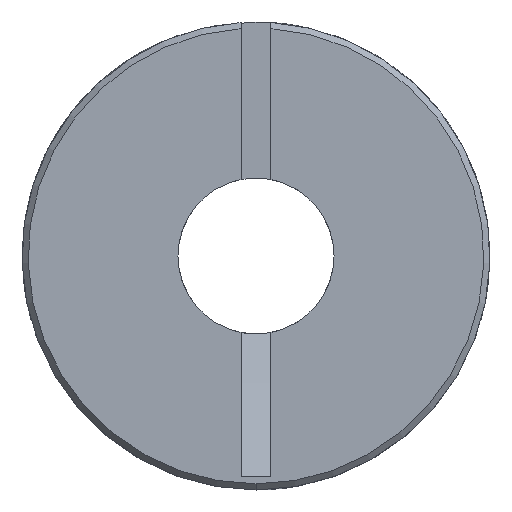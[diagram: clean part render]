
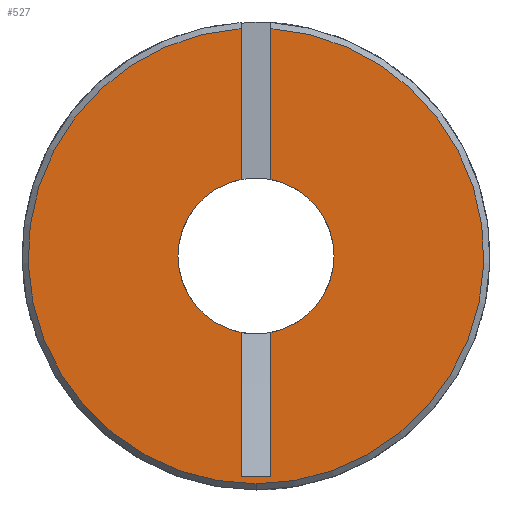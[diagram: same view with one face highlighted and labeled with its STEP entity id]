
A CAD part, left-side view. The second image highlights one B-rep face of the part: STEP entity #527.
In plain terms, the highlighted planar face has unit normal (-1, 0, 0).
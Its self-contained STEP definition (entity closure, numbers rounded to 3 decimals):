
#13 = CIRCLE ( 'NONE', #1252, 9.275 ) ;
#22 = CIRCLE ( 'NONE', #1282, 3.176 ) ;
#63 = ORIENTED_EDGE ( 'NONE', *, *, #1231, .T. ) ;
#73 = LINE ( 'NONE', #1841, #1652 ) ;
#78 = CARTESIAN_POINT ( 'NONE',  ( 0., -0.61, -8.98 ) ) ;
#97 = VERTEX_POINT ( 'NONE', #1160 ) ;
#121 = VERTEX_POINT ( 'NONE', #78 ) ;
#171 = VECTOR ( 'NONE', #1862, 1000. ) ;
#215 = VERTEX_POINT ( 'NONE', #808 ) ;
#217 = VECTOR ( 'NONE', #1992, 1000. ) ;
#239 = LINE ( 'NONE', #1545, #217 ) ;
#290 = CIRCLE ( 'NONE', #1605, 3.176 ) ;
#360 = EDGE_CURVE ( 'NONE', #1541, #1852, #1215, .T. ) ;
#378 = CARTESIAN_POINT ( 'NONE',  ( 0., 0.61, 3.117 ) ) ;
#419 = CIRCLE ( 'NONE', #1779, 9.275 ) ;
#527 = ADVANCED_FACE ( 'NONE', ( #1142 ), #674, .T. ) ;
#604 = AXIS2_PLACEMENT_3D ( 'NONE', #1670, #868, #1820 ) ;
#674 = PLANE ( 'NONE',  #604 ) ;
#808 = CARTESIAN_POINT ( 'NONE',  ( 0., 0.61, -8.98 ) ) ;
#866 = EDGE_CURVE ( 'NONE', #1896, #2049, #419, .T. ) ;
#868 = DIRECTION ( 'NONE',  ( -1., 0., 0. ) ) ;
#879 = CARTESIAN_POINT ( 'NONE',  ( 0., 0., 0. ) ) ;
#894 = DIRECTION ( 'NONE',  ( -1., 0., 0. ) ) ;
#897 = DIRECTION ( 'NONE',  ( 0., 0., 1. ) ) ;
#902 = VERTEX_POINT ( 'NONE', #967 ) ;
#967 = CARTESIAN_POINT ( 'NONE',  ( 0., -0.61, 3.117 ) ) ;
#984 = EDGE_CURVE ( 'NONE', #902, #1562, #290, .T. ) ;
#1080 = EDGE_CURVE ( 'NONE', #2049, #902, #239, .T. ) ;
#1142 = FACE_OUTER_BOUND ( 'NONE', #1790, .T. ) ;
#1160 = CARTESIAN_POINT ( 'NONE',  ( 0., 0.61, -3.117 ) ) ;
#1165 = CARTESIAN_POINT ( 'NONE',  ( 0., 0., 0. ) ) ;
#1169 = DIRECTION ( 'NONE',  ( 1., 0., 0. ) ) ;
#1172 = DIRECTION ( 'NONE',  ( 0., 0., 1. ) ) ;
#1215 = LINE ( 'NONE', #1597, #1216 ) ;
#1216 = VECTOR ( 'NONE', #1878, 1000. ) ;
#1218 = EDGE_CURVE ( 'NONE', #97, #1541, #22, .T. ) ;
#1224 = EDGE_CURVE ( 'NONE', #1852, #1896, #13, .T. ) ;
#1226 = EDGE_CURVE ( 'NONE', #1562, #121, #1499, .T. ) ;
#1231 = EDGE_CURVE ( 'NONE', #121, #215, #73, .T. ) ;
#1241 = EDGE_CURVE ( 'NONE', #215, #97, #1387, .T. ) ;
#1252 = AXIS2_PLACEMENT_3D ( 'NONE', #1842, #1843, #1845 ) ;
#1282 = AXIS2_PLACEMENT_3D ( 'NONE', #1838, #1840, #1907 ) ;
#1387 = LINE ( 'NONE', #1863, #171 ) ;
#1454 = CARTESIAN_POINT ( 'NONE',  ( 0., -0.61, 9.255 ) ) ;
#1475 = CARTESIAN_POINT ( 'NONE',  ( 0., -0.61, -3.117 ) ) ;
#1499 = LINE ( 'NONE', #1824, #1923 ) ;
#1541 = VERTEX_POINT ( 'NONE', #378 ) ;
#1545 = CARTESIAN_POINT ( 'NONE',  ( 0., -0.61, 3.117 ) ) ;
#1548 = ORIENTED_EDGE ( 'NONE', *, *, #1218, .T. ) ;
#1562 = VERTEX_POINT ( 'NONE', #1475 ) ;
#1592 = ORIENTED_EDGE ( 'NONE', *, *, #984, .T. ) ;
#1597 = CARTESIAN_POINT ( 'NONE',  ( 0., 0.61, 9.505 ) ) ;
#1602 = ORIENTED_EDGE ( 'NONE', *, *, #1080, .T. ) ;
#1605 = AXIS2_PLACEMENT_3D ( 'NONE', #1165, #1169, #1172 ) ;
#1629 = ORIENTED_EDGE ( 'NONE', *, *, #866, .T. ) ;
#1635 = ORIENTED_EDGE ( 'NONE', *, *, #1224, .T. ) ;
#1645 = ORIENTED_EDGE ( 'NONE', *, *, #360, .T. ) ;
#1652 = VECTOR ( 'NONE', #1851, 1000. ) ;
#1665 = CARTESIAN_POINT ( 'NONE',  ( 0., 0.61, 9.255 ) ) ;
#1670 = CARTESIAN_POINT ( 'NONE',  ( 0., 0., 0. ) ) ;
#1709 = CARTESIAN_POINT ( 'NONE',  ( 0., 0., -9.275 ) ) ;
#1779 = AXIS2_PLACEMENT_3D ( 'NONE', #879, #894, #897 ) ;
#1790 = EDGE_LOOP ( 'NONE', ( #1645, #1635, #1629, #1602, #1592, #2056, #63, #2007, #1548 ) ) ;
#1820 = DIRECTION ( 'NONE',  ( 0., 0., 1. ) ) ;
#1824 = CARTESIAN_POINT ( 'NONE',  ( 0., -0.61, 0. ) ) ;
#1837 = DIRECTION ( 'NONE',  ( 0., 0., -1. ) ) ;
#1838 = CARTESIAN_POINT ( 'NONE',  ( 0., 0., 0. ) ) ;
#1840 = DIRECTION ( 'NONE',  ( 1., 0., 0. ) ) ;
#1841 = CARTESIAN_POINT ( 'NONE',  ( 0., 0., -8.98 ) ) ;
#1842 = CARTESIAN_POINT ( 'NONE',  ( 0., 0., 0. ) ) ;
#1843 = DIRECTION ( 'NONE',  ( -1., 0., 0. ) ) ;
#1845 = DIRECTION ( 'NONE',  ( 0., 0., 1. ) ) ;
#1851 = DIRECTION ( 'NONE',  ( 0., 1., 0. ) ) ;
#1852 = VERTEX_POINT ( 'NONE', #1665 ) ;
#1862 = DIRECTION ( 'NONE',  ( 0., 0., 1. ) ) ;
#1863 = CARTESIAN_POINT ( 'NONE',  ( 0., 0.61, 0. ) ) ;
#1878 = DIRECTION ( 'NONE',  ( 0., 0., 1. ) ) ;
#1896 = VERTEX_POINT ( 'NONE', #1709 ) ;
#1907 = DIRECTION ( 'NONE',  ( 0., 0., 1. ) ) ;
#1923 = VECTOR ( 'NONE', #1837, 1000. ) ;
#1992 = DIRECTION ( 'NONE',  ( 0., 0., -1. ) ) ;
#2007 = ORIENTED_EDGE ( 'NONE', *, *, #1241, .T. ) ;
#2049 = VERTEX_POINT ( 'NONE', #1454 ) ;
#2056 = ORIENTED_EDGE ( 'NONE', *, *, #1226, .T. ) ;
